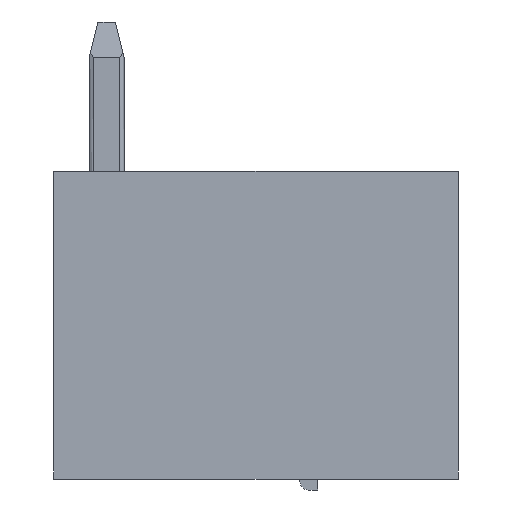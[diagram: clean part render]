
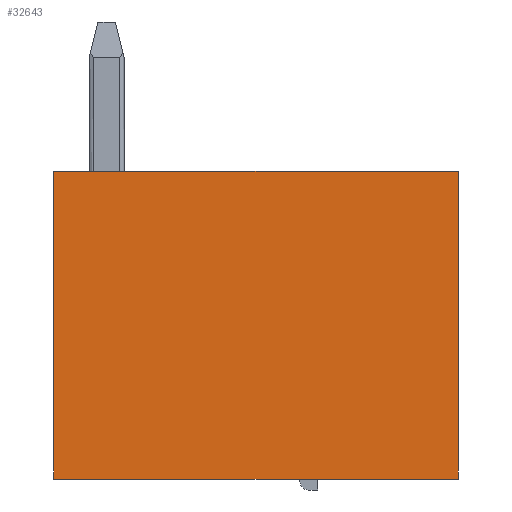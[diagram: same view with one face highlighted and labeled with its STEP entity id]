
A CAD part, front view. The second image highlights one B-rep face of the part: STEP entity #32643.
In plain terms, the highlighted planar face has unit normal (0, -1, 0).
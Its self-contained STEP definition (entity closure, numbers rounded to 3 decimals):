
#74=DIRECTION('',(0.,0.,1.));
#75=VECTOR('',#74,7.);
#76=CARTESIAN_POINT('',(0.,-4.51,-7.));
#77=LINE('',#76,#75);
#1239=DIRECTION('',(0.,0.,1.));
#1240=VECTOR('',#1239,7.);
#1241=CARTESIAN_POINT('',(9.2,-4.51,-7.));
#1242=LINE('',#1241,#1240);
#10252=DIRECTION('',(-1.,0.,0.));
#10253=VECTOR('',#10252,9.2);
#10254=CARTESIAN_POINT('',(9.2,-4.51,0.));
#10255=LINE('',#10254,#10253);
#11073=DIRECTION('',(-1.,0.,0.));
#11074=VECTOR('',#11073,9.2);
#11075=CARTESIAN_POINT('',(9.2,-4.51,-7.));
#11076=LINE('',#11075,#11074);
#14536=CARTESIAN_POINT('',(9.2,-4.51,-7.));
#14537=CARTESIAN_POINT('',(9.2,-4.51,0.));
#14538=VERTEX_POINT('',#14536);
#14539=VERTEX_POINT('',#14537);
#14544=CARTESIAN_POINT('',(0.,-4.51,-7.));
#14545=CARTESIAN_POINT('',(0.,-4.51,0.));
#14546=VERTEX_POINT('',#14544);
#14547=VERTEX_POINT('',#14545);
#32632=CARTESIAN_POINT('',(9.2,-4.51,-7.));
#32633=DIRECTION('',(0.,1.,0.));
#32634=DIRECTION('',(0.,0.,1.));
#32635=AXIS2_PLACEMENT_3D('',#32632,#32633,#32634);
#32636=PLANE('',#32635);
#32637=ORIENTED_EDGE('',*,*,#17688,.F.);
#32638=ORIENTED_EDGE('',*,*,#17516,.T.);
#32639=ORIENTED_EDGE('',*,*,#17553,.T.);
#32640=ORIENTED_EDGE('',*,*,#32196,.F.);
#32641=EDGE_LOOP('',(#32637,#32638,#32639,#32640));
#32642=FACE_OUTER_BOUND('',#32641,.F.);
#32643=ADVANCED_FACE('',(#32642),#32636,.F.);
#17516=EDGE_CURVE('',#14538,#14546,#11076,.T.);
#17553=EDGE_CURVE('',#14546,#14547,#77,.T.);
#17688=EDGE_CURVE('',#14538,#14539,#1242,.T.);
#32196=EDGE_CURVE('',#14539,#14547,#10255,.T.);
